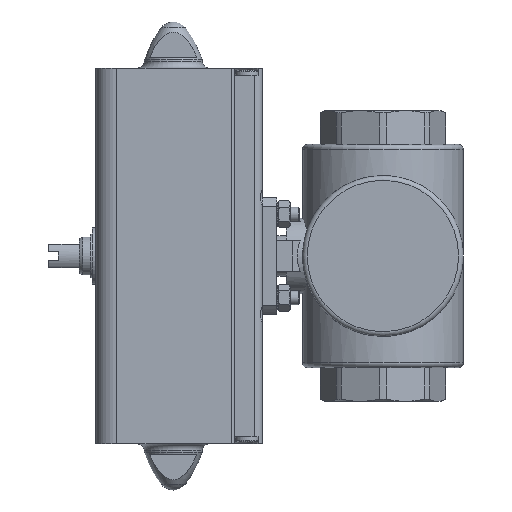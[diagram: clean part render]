
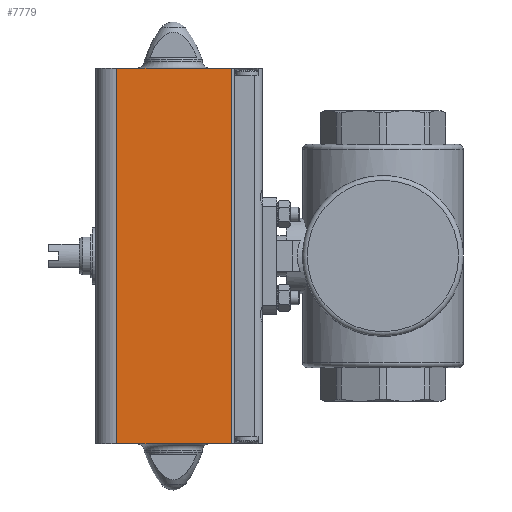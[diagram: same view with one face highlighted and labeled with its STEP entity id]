
A CAD part, left-side view. The second image highlights one B-rep face of the part: STEP entity #7779.
In plain terms, the highlighted planar face has unit normal (-1, 0, 0).
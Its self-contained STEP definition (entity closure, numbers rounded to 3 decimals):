
#251=PLANE('',#8559);
#712=LINE('',#12924,#1304);
#713=LINE('',#12927,#1305);
#714=LINE('',#12929,#1306);
#715=LINE('',#12931,#1307);
#1304=VECTOR('',#10195,1000.);
#1305=VECTOR('',#10196,1000.);
#1306=VECTOR('',#10197,1000.);
#1307=VECTOR('',#10198,1000.);
#3193=ORIENTED_EDGE('',*,*,#4830,.T.);
#3194=ORIENTED_EDGE('',*,*,#4831,.F.);
#3195=ORIENTED_EDGE('',*,*,#4832,.F.);
#3196=ORIENTED_EDGE('',*,*,#4833,.T.);
#4830=EDGE_CURVE('',#5721,#5722,#712,.T.);
#4831=EDGE_CURVE('',#5723,#5722,#713,.T.);
#4832=EDGE_CURVE('',#5724,#5723,#714,.T.);
#4833=EDGE_CURVE('',#5724,#5721,#715,.T.);
#5721=VERTEX_POINT('',#12925);
#5722=VERTEX_POINT('',#12926);
#5723=VERTEX_POINT('',#12928);
#5724=VERTEX_POINT('',#12930);
#6419=EDGE_LOOP('',(#3193,#3194,#3195,#3196));
#7072=FACE_BOUND('',#6419,.T.);
#7779=ADVANCED_FACE('',(#7072),#251,.F.);
#8559=AXIS2_PLACEMENT_3D('',#12923,#10193,#10194);
#10193=DIRECTION('',(1.,0.,0.));
#10194=DIRECTION('',(0.,0.,-1.));
#10195=DIRECTION('',(0.,-1.,0.));
#10196=DIRECTION('',(0.,0.,-1.));
#10197=DIRECTION('',(0.,-1.,0.));
#10198=DIRECTION('',(0.,0.,-1.));
#12923=CARTESIAN_POINT('',(-32.7,23.9,79.5));
#12924=CARTESIAN_POINT('',(-32.7,23.9,-79.5));
#12925=CARTESIAN_POINT('',(-32.7,23.9,-79.5));
#12926=CARTESIAN_POINT('',(-32.7,-24.7,-79.5));
#12927=CARTESIAN_POINT('',(-32.7,-24.7,79.5));
#12928=CARTESIAN_POINT('',(-32.7,-24.7,79.5));
#12929=CARTESIAN_POINT('',(-32.7,23.9,79.5));
#12930=CARTESIAN_POINT('',(-32.7,23.9,79.5));
#12931=CARTESIAN_POINT('',(-32.7,23.9,79.5));
